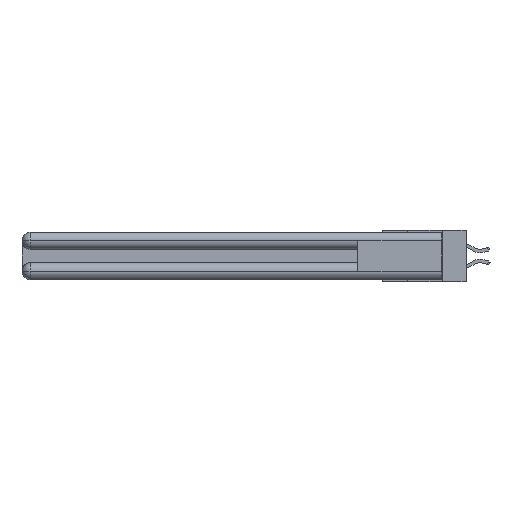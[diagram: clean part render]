
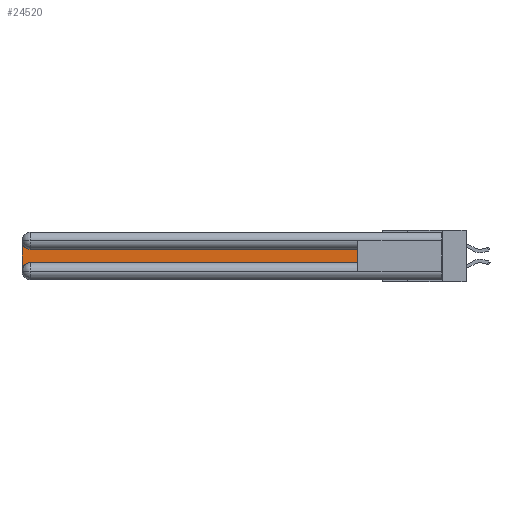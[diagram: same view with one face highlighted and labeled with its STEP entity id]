
A CAD part, left-side view. The second image highlights one B-rep face of the part: STEP entity #24520.
In plain terms, the highlighted planar face has unit normal (-1, 0, 0).
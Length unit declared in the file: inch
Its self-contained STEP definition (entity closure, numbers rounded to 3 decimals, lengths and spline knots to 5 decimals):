
#836 = FACE_OUTER_BOUND ( 'NONE', #19734, .T. ) ;
#928 = CARTESIAN_POINT ( 'NONE',  ( 0.075, 2.94, -0.2175 ) ) ;
#937 = VECTOR ( 'NONE', #13207, 39.37008 ) ;
#3589 = CARTESIAN_POINT ( 'NONE',  ( 0.075, 2.94, -0.1225 ) ) ;
#3603 = CARTESIAN_POINT ( 'NONE',  ( 0.075, 0.6, -0.2175 ) ) ;
#3918 = CARTESIAN_POINT ( 'NONE',  ( 0.075, 2.94, -0.2775 ) ) ;
#4278 = VERTEX_POINT ( 'NONE', #3589 ) ;
#4380 = VERTEX_POINT ( 'NONE', #24286 ) ;
#5716 = ORIENTED_EDGE ( 'NONE', *, *, #15723, .T. ) ;
#5923 = ORIENTED_EDGE ( 'NONE', *, *, #6006, .T. ) ;
#6006 = EDGE_CURVE ( 'NONE', #8129, #4380, #25472, .T. ) ;
#6073 = EDGE_CURVE ( 'NONE', #4380, #22357, #16346, .T. ) ;
#7141 = CARTESIAN_POINT ( 'NONE',  ( 0.075, 0.6, -0.1225 ) ) ;
#7199 = VECTOR ( 'NONE', #26858, 39.37008 ) ;
#7934 = DIRECTION ( 'NONE',  ( 0., 0., -1. ) ) ;
#8129 = VERTEX_POINT ( 'NONE', #928 ) ;
#9919 = CARTESIAN_POINT ( 'NONE',  ( 0.075, 0.6, -0.1225 ) ) ;
#10172 = ORIENTED_EDGE ( 'NONE', *, *, #16453, .T. ) ;
#10183 = CARTESIAN_POINT ( 'NONE',  ( 0.075, 3., -0.1225 ) ) ;
#10313 = VECTOR ( 'NONE', #23787, 39.37008 ) ;
#11266 = DIRECTION ( 'NONE',  ( 1., 0., 0. ) ) ;
#12320 = DIRECTION ( 'NONE',  ( 1., 0., 0. ) ) ;
#13023 = CARTESIAN_POINT ( 'NONE',  ( 0.075, 3., -0.2175 ) ) ;
#13025 = CARTESIAN_POINT ( 'NONE',  ( 0.075, 3., -0.0625 ) ) ;
#13207 = DIRECTION ( 'NONE',  ( 0., 0., -1. ) ) ;
#13226 = EDGE_CURVE ( 'NONE', #15951, #8129, #14091, .T. ) ;
#13835 = CARTESIAN_POINT ( 'NONE',  ( 0.075, 3., -0.2775 ) ) ;
#14091 = CIRCLE ( 'NONE', #18725, 0.06 ) ;
#15315 = CARTESIAN_POINT ( 'NONE',  ( 0.075, 2.94, -0.0625 ) ) ;
#15723 = EDGE_CURVE ( 'NONE', #4278, #25732, #21507, .T. ) ;
#15799 = ORIENTED_EDGE ( 'NONE', *, *, #13226, .T. ) ;
#15951 = VERTEX_POINT ( 'NONE', #13835 ) ;
#16135 = ORIENTED_EDGE ( 'NONE', *, *, #22545, .T. ) ;
#16346 = LINE ( 'NONE', #3603, #7199 ) ;
#16453 = EDGE_CURVE ( 'NONE', #22357, #4278, #22809, .T. ) ;
#17641 = VECTOR ( 'NONE', #26774, 39.37008 ) ;
#17729 = LINE ( 'NONE', #13023, #937 ) ;
#18384 = PLANE ( 'NONE',  #27134 ) ;
#18593 = DIRECTION ( 'NONE',  ( 0., 0., -1. ) ) ;
#18725 = AXIS2_PLACEMENT_3D ( 'NONE', #3918, #12320, #18593 ) ;
#19622 = DIRECTION ( 'NONE',  ( 0., 0., -1. ) ) ;
#19734 = EDGE_LOOP ( 'NONE', ( #10172, #5716, #16135, #15799, #5923, #25570 ) ) ;
#21507 = CIRCLE ( 'NONE', #22096, 0.06 ) ;
#22096 = AXIS2_PLACEMENT_3D ( 'NONE', #15315, #11266, #19622 ) ;
#22357 = VERTEX_POINT ( 'NONE', #9919 ) ;
#22545 = EDGE_CURVE ( 'NONE', #25732, #15951, #17729, .T. ) ;
#22809 = LINE ( 'NONE', #7141, #10313 ) ;
#23787 = DIRECTION ( 'NONE',  ( 0., 1., 0. ) ) ;
#24286 = CARTESIAN_POINT ( 'NONE',  ( 0.075, 0.6, -0.2175 ) ) ;
#24520 = ADVANCED_FACE ( 'NONE', ( #836 ), #18384, .F. ) ;
#24825 = DIRECTION ( 'NONE',  ( 1., 0., 0. ) ) ;
#25472 = LINE ( 'NONE', #26684, #17641 ) ;
#25570 = ORIENTED_EDGE ( 'NONE', *, *, #6073, .T. ) ;
#25732 = VERTEX_POINT ( 'NONE', #13025 ) ;
#26684 = CARTESIAN_POINT ( 'NONE',  ( 0.075, 0.6, -0.2175 ) ) ;
#26774 = DIRECTION ( 'NONE',  ( 0., -1., 0. ) ) ;
#26858 = DIRECTION ( 'NONE',  ( 0., 0., 1. ) ) ;
#27134 = AXIS2_PLACEMENT_3D ( 'NONE', #10183, #24825, #7934 ) ;
